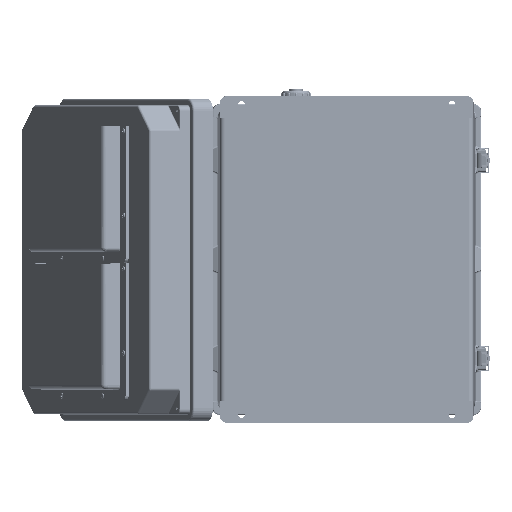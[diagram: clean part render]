
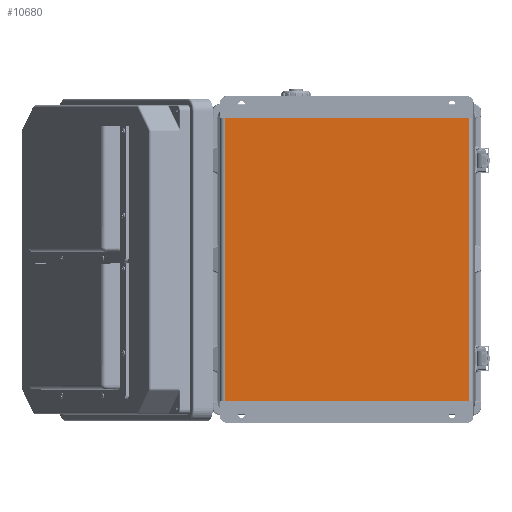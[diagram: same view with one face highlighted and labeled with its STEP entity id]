
A CAD part, front view. The second image highlights one B-rep face of the part: STEP entity #10680.
In plain terms, the highlighted planar face has unit normal (0, -1, 0).
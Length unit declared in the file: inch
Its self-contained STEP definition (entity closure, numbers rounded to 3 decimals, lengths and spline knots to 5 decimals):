
#3836 = ORIENTED_EDGE ( 'NONE', *, *, #84630, .F. ) ;
#6057 = CARTESIAN_POINT ( 'NONE',  ( -5.78771, 0.05906, -1.04331 ) ) ;
#8169 = VERTEX_POINT ( 'NONE', #68387 ) ;
#10680 = ADVANCED_FACE ( 'NONE', ( #58346 ), #108332, .F. ) ;
#11953 = AXIS2_PLACEMENT_3D ( 'NONE', #60688, #48011, #45648 ) ;
#11993 = ORIENTED_EDGE ( 'NONE', *, *, #112595, .T. ) ;
#12040 = EDGE_CURVE ( 'NONE', #79059, #154875, #107780, .T. ) ;
#20822 = CARTESIAN_POINT ( 'NONE',  ( 6.11811, 0.05906, -1.04331 ) ) ;
#21114 = LINE ( 'NONE', #115577, #140529 ) ;
#27372 = CARTESIAN_POINT ( 'NONE',  ( -5.78771, 0.05906, -1.04331 ) ) ;
#32245 = DIRECTION ( 'NONE',  ( 0., 0., 1. ) ) ;
#45648 = DIRECTION ( 'NONE',  ( 0., 0., 1. ) ) ;
#48011 = DIRECTION ( 'NONE',  ( 0., 1., 0. ) ) ;
#53136 = CARTESIAN_POINT ( 'NONE',  ( 6.11811, 0.05906, -14.4685 ) ) ;
#54199 = ORIENTED_EDGE ( 'NONE', *, *, #12040, .F. ) ;
#58346 = FACE_OUTER_BOUND ( 'NONE', #150617, .T. ) ;
#60688 = CARTESIAN_POINT ( 'NONE',  ( 6.11811, 0.05906, -1.04331 ) ) ;
#63898 = VECTOR ( 'NONE', #153214, 39.37008 ) ;
#64987 = LINE ( 'NONE', #53136, #90075 ) ;
#68387 = CARTESIAN_POINT ( 'NONE',  ( 5.78771, 0.05906, -14.4685 ) ) ;
#79059 = VERTEX_POINT ( 'NONE', #139621 ) ;
#79103 = VERTEX_POINT ( 'NONE', #153012 ) ;
#83286 = VECTOR ( 'NONE', #111507, 39.37008 ) ;
#84630 = EDGE_CURVE ( 'NONE', #8169, #79059, #64987, .T. ) ;
#90075 = VECTOR ( 'NONE', #91190, 39.37008 ) ;
#91190 = DIRECTION ( 'NONE',  ( -1., 0., 0. ) ) ;
#107780 = LINE ( 'NONE', #27372, #83286 ) ;
#108332 = PLANE ( 'NONE',  #11953 ) ;
#111507 = DIRECTION ( 'NONE',  ( 0., 0., 1. ) ) ;
#112595 = EDGE_CURVE ( 'NONE', #8169, #79103, #21114, .T. ) ;
#115577 = CARTESIAN_POINT ( 'NONE',  ( 5.78771, 0.05906, -1.04331 ) ) ;
#136286 = EDGE_CURVE ( 'NONE', #79103, #154875, #139043, .T. ) ;
#139043 = LINE ( 'NONE', #20822, #63898 ) ;
#139621 = CARTESIAN_POINT ( 'NONE',  ( -5.78771, 0.05906, -14.4685 ) ) ;
#140529 = VECTOR ( 'NONE', #32245, 39.37008 ) ;
#150617 = EDGE_LOOP ( 'NONE', ( #54199, #3836, #11993, #156639 ) ) ;
#153012 = CARTESIAN_POINT ( 'NONE',  ( 5.78771, 0.05906, -1.04331 ) ) ;
#153214 = DIRECTION ( 'NONE',  ( -1., 0., 0. ) ) ;
#154875 = VERTEX_POINT ( 'NONE', #6057 ) ;
#156639 = ORIENTED_EDGE ( 'NONE', *, *, #136286, .T. ) ;
